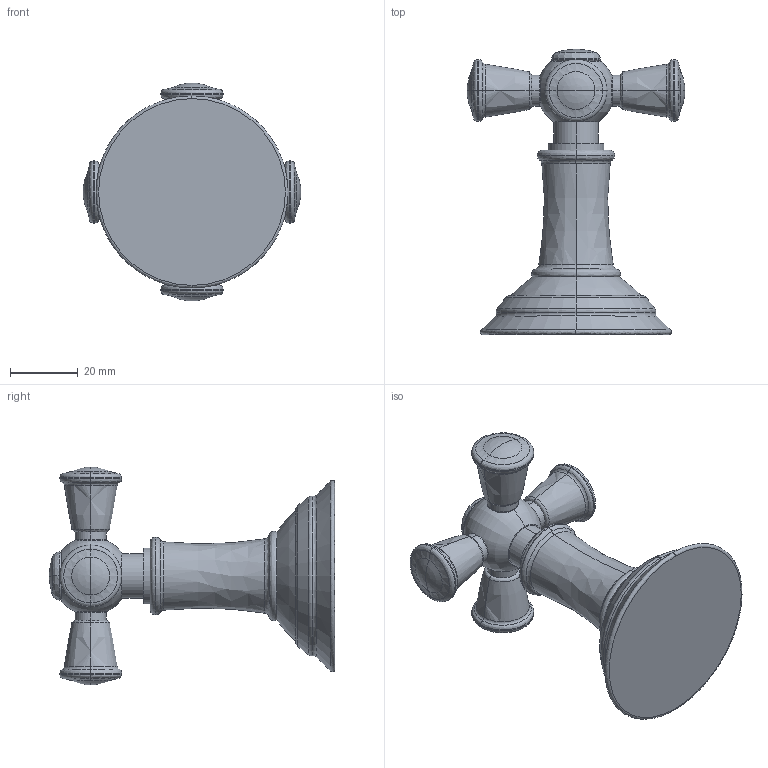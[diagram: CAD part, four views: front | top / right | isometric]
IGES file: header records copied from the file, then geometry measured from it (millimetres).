
Start section:  PTC IGES file: 3-374.igs
Global section: file name: 3-374.igs; native system: Creo Parametric by PTC Inc.; preprocessor: 2018400; author: jinson.thomas; organization: Unknown; date: 20210101.160001; units: inch
Bounding box: 64.21 x 84.09 x 64.21 mm (x, y, z)
Volume: 58498.2 mm3; surface area: 14687.2 mm2
Topology: 1 solids, 1 shells, 131 faces, 272 edges, 141 vertices
Faces by surface type: revolution 124, bspline 7
